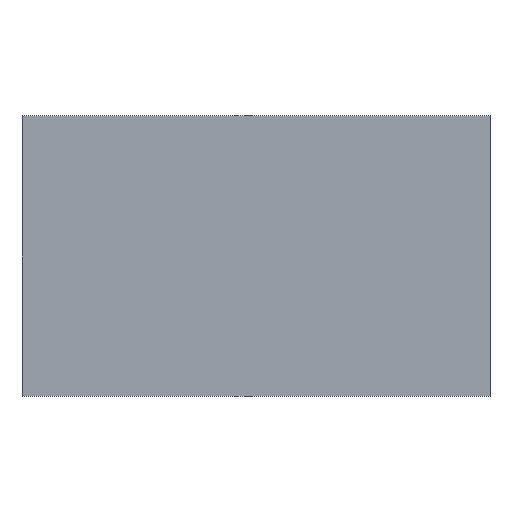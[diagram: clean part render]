
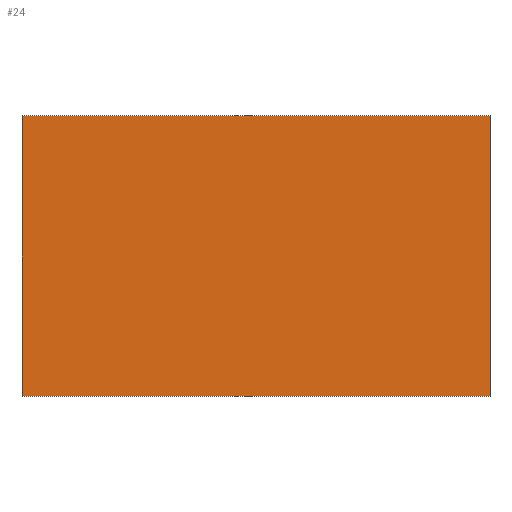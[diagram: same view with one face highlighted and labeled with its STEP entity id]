
A CAD part, left-side view. The second image highlights one B-rep face of the part: STEP entity #24.
In plain terms, the highlighted planar face has unit normal (-1, 0, 0).
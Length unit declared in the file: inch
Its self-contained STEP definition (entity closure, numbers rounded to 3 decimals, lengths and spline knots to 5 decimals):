
#3 = EDGE_CURVE ( 'NONE', #53, #230, #224, .T. ) ;
#16 = CARTESIAN_POINT ( 'NONE',  ( 0., 3.93701, 2.3622 ) ) ;
#17 = DIRECTION ( 'NONE',  ( 0., 0., 1. ) ) ;
#20 = ORIENTED_EDGE ( 'NONE', *, *, #46, .F. ) ;
#24 = ADVANCED_FACE ( 'NONE', ( #69 ), #103, .T. ) ;
#28 = LINE ( 'NONE', #52, #135 ) ;
#32 = CARTESIAN_POINT ( 'NONE',  ( 0., 3.93701, -2.3622 ) ) ;
#46 = EDGE_CURVE ( 'NONE', #230, #61, #136, .T. ) ;
#47 = DIRECTION ( 'NONE',  ( 0., -1., 0. ) ) ;
#52 = CARTESIAN_POINT ( 'NONE',  ( 0., -3.93701, -2.3622 ) ) ;
#53 = VERTEX_POINT ( 'NONE', #115 ) ;
#54 = DIRECTION ( 'NONE',  ( -1., 0., 0. ) ) ;
#61 = VERTEX_POINT ( 'NONE', #233 ) ;
#69 = FACE_OUTER_BOUND ( 'NONE', #223, .T. ) ;
#70 = EDGE_CURVE ( 'NONE', #61, #209, #28, .T. ) ;
#75 = ORIENTED_EDGE ( 'NONE', *, *, #70, .F. ) ;
#102 = CARTESIAN_POINT ( 'NONE',  ( 0., -3.93701, -2.3622 ) ) ;
#103 = PLANE ( 'NONE',  #130 ) ;
#115 = CARTESIAN_POINT ( 'NONE',  ( 0., 3.93701, -2.3622 ) ) ;
#124 = CARTESIAN_POINT ( 'NONE',  ( 0., 0., 0. ) ) ;
#130 = AXIS2_PLACEMENT_3D ( 'NONE', #124, #54, #200 ) ;
#135 = VECTOR ( 'NONE', #220, 39.37008 ) ;
#136 = LINE ( 'NONE', #213, #193 ) ;
#161 = DIRECTION ( 'NONE',  ( 0., 1., 0. ) ) ;
#162 = ORIENTED_EDGE ( 'NONE', *, *, #222, .F. ) ;
#164 = VECTOR ( 'NONE', #161, 39.37008 ) ;
#193 = VECTOR ( 'NONE', #47, 39.37008 ) ;
#198 = LINE ( 'NONE', #102, #164 ) ;
#200 = DIRECTION ( 'NONE',  ( 0., 0., 1. ) ) ;
#202 = ORIENTED_EDGE ( 'NONE', *, *, #3, .F. ) ;
#205 = VECTOR ( 'NONE', #17, 39.37008 ) ;
#209 = VERTEX_POINT ( 'NONE', #235 ) ;
#213 = CARTESIAN_POINT ( 'NONE',  ( 0., -3.93701, 2.3622 ) ) ;
#220 = DIRECTION ( 'NONE',  ( 0., 0., -1. ) ) ;
#222 = EDGE_CURVE ( 'NONE', #209, #53, #198, .T. ) ;
#223 = EDGE_LOOP ( 'NONE', ( #202, #162, #75, #20 ) ) ;
#224 = LINE ( 'NONE', #32, #205 ) ;
#230 = VERTEX_POINT ( 'NONE', #16 ) ;
#233 = CARTESIAN_POINT ( 'NONE',  ( 0., -3.93701, 2.3622 ) ) ;
#235 = CARTESIAN_POINT ( 'NONE',  ( 0., -3.93701, -2.3622 ) ) ;
